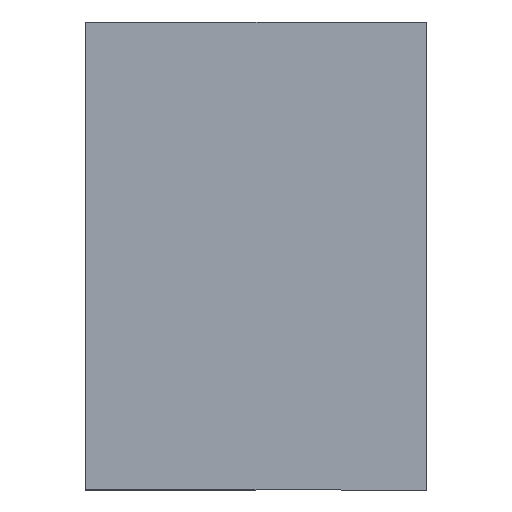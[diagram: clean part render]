
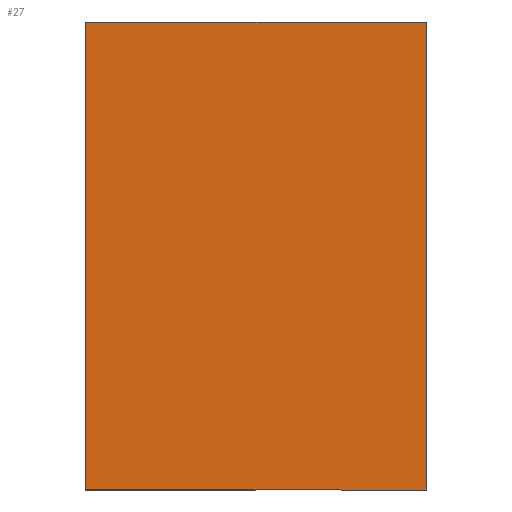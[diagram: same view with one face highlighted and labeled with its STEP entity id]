
A CAD part, front view. The second image highlights one B-rep face of the part: STEP entity #27.
In plain terms, the highlighted planar face has unit normal (0, -1, 0).
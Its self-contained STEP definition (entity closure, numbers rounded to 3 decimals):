
#27=ADVANCED_FACE('',(#66),#629,.T.);
#66=FACE_OUTER_BOUND('',#107,.T.);
#107=EDGE_LOOP('',(#171,#172,#173,#174));
#171=ORIENTED_EDGE('',*,*,#364,.T.);
#172=ORIENTED_EDGE('',*,*,#344,.T.);
#173=ORIENTED_EDGE('',*,*,#363,.T.);
#174=ORIENTED_EDGE('',*,*,#353,.F.);
#344=EDGE_CURVE('',#544,#543,#468,.T.);
#353=EDGE_CURVE('',#553,#552,#477,.T.);
#363=EDGE_CURVE('',#543,#552,#487,.T.);
#364=EDGE_CURVE('',#553,#544,#488,.T.);
#468=B_SPLINE_CURVE_WITH_KNOTS('',1,(#951,#952),.UNSPECIFIED.,.F.,.F.,(2,
2),(123.34,168.691),.UNSPECIFIED.);
#477=B_SPLINE_CURVE_WITH_KNOTS('',1,(#969,#970),.UNSPECIFIED.,.F.,.F.,(2,
2),(42.287,87.638),.UNSPECIFIED.);
#487=B_SPLINE_CURVE_WITH_KNOTS('',1,(#989,#990),.UNSPECIFIED.,.F.,.F.,(2,
2),(-40.,0.),.UNSPECIFIED.);
#488=B_SPLINE_CURVE_WITH_KNOTS('',1,(#991,#992),.UNSPECIFIED.,.F.,.F.,(2,
2),(-48.024,-8.024),.UNSPECIFIED.);
#543=VERTEX_POINT('',#929);
#544=VERTEX_POINT('',#930);
#552=VERTEX_POINT('',#938);
#553=VERTEX_POINT('',#939);
#629=PLANE('',#829);
#829=AXIS2_PLACEMENT_3D('',#887,#858,$);
#858=DIRECTION('',(0.,-1.,0.));
#887=CARTESIAN_POINT('',(8.024,-33.,74.712));
#929=CARTESIAN_POINT('',(0.,-33.,55.));
#930=CARTESIAN_POINT('',(0.,-33.,0.));
#938=CARTESIAN_POINT('',(-40.,-33.,55.));
#939=CARTESIAN_POINT('',(-40.,-33.,0.));
#951=CARTESIAN_POINT('',(0.,-33.,0.));
#952=CARTESIAN_POINT('',(0.,-33.,55.));
#969=CARTESIAN_POINT('',(-40.,-33.,0.));
#970=CARTESIAN_POINT('',(-40.,-33.,55.));
#989=CARTESIAN_POINT('',(0.,-33.,55.));
#990=CARTESIAN_POINT('',(-40.,-33.,55.));
#991=CARTESIAN_POINT('',(-40.,-33.,0.));
#992=CARTESIAN_POINT('',(0.,-33.,0.));
